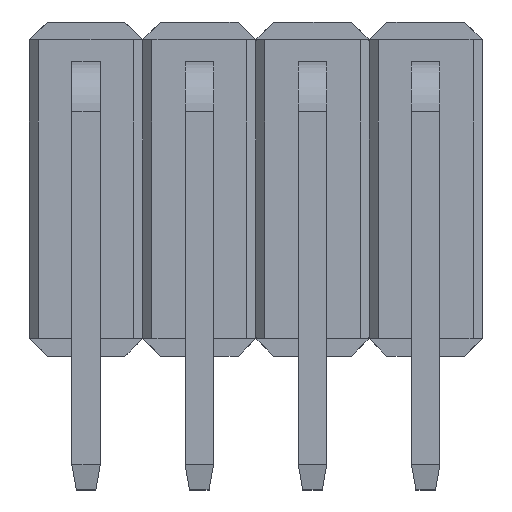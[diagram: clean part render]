
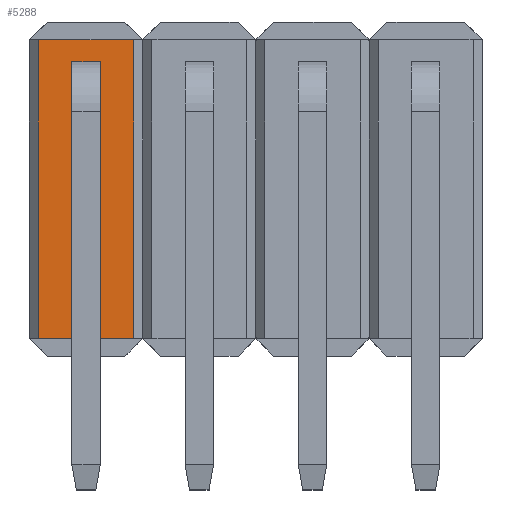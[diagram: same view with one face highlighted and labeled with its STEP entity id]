
A CAD part, front view. The second image highlights one B-rep face of the part: STEP entity #5288.
In plain terms, the highlighted planar face has unit normal (0, -1, 0).
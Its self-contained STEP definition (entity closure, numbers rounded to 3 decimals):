
#119 = CARTESIAN_POINT ( 'NONE',  ( -0.32, 0.54, -0.32 ) ) ;
#192 = EDGE_CURVE ( 'NONE', #6865, #4866, #8234, .T. ) ;
#219 = CARTESIAN_POINT ( 'NONE',  ( -1.07, 0.54, 3.35 ) ) ;
#256 = FACE_OUTER_BOUND ( 'NONE', #5815, .T. ) ;
#291 = CARTESIAN_POINT ( 'NONE',  ( -0.32, 0.54, 2.22 ) ) ;
#620 = VECTOR ( 'NONE', #10380, 1000. ) ;
#624 = LINE ( 'NONE', #219, #9453 ) ;
#728 = CARTESIAN_POINT ( 'NONE',  ( 0.32, 0.54, -2.86 ) ) ;
#980 = CARTESIAN_POINT ( 'NONE',  ( -1.07, 0.54, -3.35 ) ) ;
#1009 = EDGE_CURVE ( 'NONE', #2506, #6473, #7158, .T. ) ;
#1012 = DIRECTION ( 'NONE',  ( 0., 0., -1. ) ) ;
#1096 = CARTESIAN_POINT ( 'NONE',  ( 1.07, 0.54, -3.35 ) ) ;
#1320 = EDGE_CURVE ( 'NONE', #10711, #9920, #4850, .T. ) ;
#1339 = VERTEX_POINT ( 'NONE', #10137 ) ;
#1622 = CARTESIAN_POINT ( 'NONE',  ( 1.07, 0.54, 3.35 ) ) ;
#1648 = CARTESIAN_POINT ( 'NONE',  ( -0.32, 0.54, -0.32 ) ) ;
#2062 = CARTESIAN_POINT ( 'NONE',  ( 0.32, 0.54, 2.22 ) ) ;
#2177 = CARTESIAN_POINT ( 'NONE',  ( 0.32, 0.54, -0.32 ) ) ;
#2222 = EDGE_LOOP ( 'NONE', ( #3984, #4110, #4127, #4412 ) ) ;
#2226 = LINE ( 'NONE', #8280, #6510 ) ;
#2237 = VERTEX_POINT ( 'NONE', #4844 ) ;
#2244 = VERTEX_POINT ( 'NONE', #4272 ) ;
#2398 = VECTOR ( 'NONE', #7725, 1000. ) ;
#2427 = VERTEX_POINT ( 'NONE', #4399 ) ;
#2428 = CARTESIAN_POINT ( 'NONE',  ( -0.32, 0.54, 0.32 ) ) ;
#2506 = VERTEX_POINT ( 'NONE', #1648 ) ;
#2558 = VECTOR ( 'NONE', #10795, 1000. ) ;
#2567 = CARTESIAN_POINT ( 'NONE',  ( -0.32, 0.54, -2.86 ) ) ;
#2660 = EDGE_CURVE ( 'NONE', #2989, #2244, #9224, .T. ) ;
#2802 = EDGE_CURVE ( 'NONE', #7447, #1339, #4557, .T. ) ;
#2885 = LINE ( 'NONE', #119, #620 ) ;
#2962 = CARTESIAN_POINT ( 'NONE',  ( -1.27, 0.54, 3.35 ) ) ;
#2989 = VERTEX_POINT ( 'NONE', #728 ) ;
#3051 = CARTESIAN_POINT ( 'NONE',  ( -0.32, 0.54, 2.86 ) ) ;
#3278 = DIRECTION ( 'NONE',  ( 1., 0., 0. ) ) ;
#3585 = ORIENTED_EDGE ( 'NONE', *, *, #4170, .T. ) ;
#3601 = ORIENTED_EDGE ( 'NONE', *, *, #2660, .T. ) ;
#3798 = CARTESIAN_POINT ( 'NONE',  ( -1.27, 0.54, -3.35 ) ) ;
#3850 = ORIENTED_EDGE ( 'NONE', *, *, #8530, .T. ) ;
#3860 = ORIENTED_EDGE ( 'NONE', *, *, #7996, .T. ) ;
#3952 = LINE ( 'NONE', #2177, #8213 ) ;
#3984 = ORIENTED_EDGE ( 'NONE', *, *, #5095, .T. ) ;
#4092 = VECTOR ( 'NONE', #1012, 1000. ) ;
#4110 = ORIENTED_EDGE ( 'NONE', *, *, #1009, .T. ) ;
#4127 = ORIENTED_EDGE ( 'NONE', *, *, #9642, .T. ) ;
#4170 = EDGE_CURVE ( 'NONE', #7422, #2989, #6377, .T. ) ;
#4272 = CARTESIAN_POINT ( 'NONE',  ( -0.32, 0.54, -2.86 ) ) ;
#4338 = EDGE_CURVE ( 'NONE', #9920, #7447, #5044, .T. ) ;
#4399 = CARTESIAN_POINT ( 'NONE',  ( -1.07, 0.54, 3.35 ) ) ;
#4412 = ORIENTED_EDGE ( 'NONE', *, *, #4434, .T. ) ;
#4434 = EDGE_CURVE ( 'NONE', #11035, #2237, #3952, .T. ) ;
#4542 = ORIENTED_EDGE ( 'NONE', *, *, #7681, .T. ) ;
#4557 = LINE ( 'NONE', #291, #6541 ) ;
#4683 = ORIENTED_EDGE ( 'NONE', *, *, #1320, .T. ) ;
#4750 = DIRECTION ( 'NONE',  ( 0., 1., 0. ) ) ;
#4784 = VECTOR ( 'NONE', #7194, 1000. ) ;
#4805 = ORIENTED_EDGE ( 'NONE', *, *, #4338, .T. ) ;
#4816 = FACE_BOUND ( 'NONE', #4856, .T. ) ;
#4844 = CARTESIAN_POINT ( 'NONE',  ( 0.32, 0.54, -0.32 ) ) ;
#4850 = LINE ( 'NONE', #10822, #2558 ) ;
#4856 = EDGE_LOOP ( 'NONE', ( #4542, #4683, #4805, #4944 ) ) ;
#4866 = VERTEX_POINT ( 'NONE', #1096 ) ;
#4944 = ORIENTED_EDGE ( 'NONE', *, *, #2802, .T. ) ;
#5010 = DIRECTION ( 'NONE',  ( 0., 0., 1. ) ) ;
#5044 = LINE ( 'NONE', #2062, #4784 ) ;
#5065 = ORIENTED_EDGE ( 'NONE', *, *, #192, .F. ) ;
#5079 = DIRECTION ( 'NONE',  ( 1., 0., 0. ) ) ;
#5095 = EDGE_CURVE ( 'NONE', #2237, #2506, #2885, .T. ) ;
#5252 = EDGE_CURVE ( 'NONE', #6725, #4866, #9622, .T. ) ;
#5276 = CARTESIAN_POINT ( 'NONE',  ( 0.32, 0.54, -2.22 ) ) ;
#5288 = ADVANCED_FACE ( 'NONE', ( #9077, #7073, #4816, #256 ), #9811, .F. ) ;
#5335 = ORIENTED_EDGE ( 'NONE', *, *, #6386, .F. ) ;
#5347 = ORIENTED_EDGE ( 'NONE', *, *, #10541, .T. ) ;
#5354 = DIRECTION ( 'NONE',  ( 0., 0., -1. ) ) ;
#5393 = CARTESIAN_POINT ( 'NONE',  ( 0.32, 0.54, 2.86 ) ) ;
#5435 = VECTOR ( 'NONE', #7580, 1000. ) ;
#5469 = ORIENTED_EDGE ( 'NONE', *, *, #5252, .T. ) ;
#5470 = CARTESIAN_POINT ( 'NONE',  ( 1.07, 0.54, 3.35 ) ) ;
#5815 = EDGE_LOOP ( 'NONE', ( #5065, #5335, #5347, #5469 ) ) ;
#5994 = VECTOR ( 'NONE', #9219, 1000. ) ;
#6114 = LINE ( 'NONE', #2962, #10383 ) ;
#6201 = VECTOR ( 'NONE', #5010, 1000. ) ;
#6377 = LINE ( 'NONE', #5276, #4092 ) ;
#6382 = DIRECTION ( 'NONE',  ( 1., 0., 0. ) ) ;
#6386 = EDGE_CURVE ( 'NONE', #2427, #6865, #6114, .T. ) ;
#6400 = VECTOR ( 'NONE', #5079, 1000. ) ;
#6473 = VERTEX_POINT ( 'NONE', #9099 ) ;
#6510 = VECTOR ( 'NONE', #9155, 1000. ) ;
#6541 = VECTOR ( 'NONE', #8126, 1000. ) ;
#6725 = VERTEX_POINT ( 'NONE', #980 ) ;
#6865 = VERTEX_POINT ( 'NONE', #5470 ) ;
#7073 = FACE_BOUND ( 'NONE', #2222, .T. ) ;
#7158 = LINE ( 'NONE', #10085, #5435 ) ;
#7194 = DIRECTION ( 'NONE',  ( 0., 0., -1. ) ) ;
#7197 = VERTEX_POINT ( 'NONE', #8359 ) ;
#7270 = DIRECTION ( 'NONE',  ( 1., 0., 0. ) ) ;
#7330 = VECTOR ( 'NONE', #6382, 1000. ) ;
#7422 = VERTEX_POINT ( 'NONE', #7815 ) ;
#7447 = VERTEX_POINT ( 'NONE', #9551 ) ;
#7528 = CARTESIAN_POINT ( 'NONE',  ( -0.32, 0.54, 2.22 ) ) ;
#7580 = DIRECTION ( 'NONE',  ( 0., 0., 1. ) ) ;
#7681 = EDGE_CURVE ( 'NONE', #1339, #10711, #10992, .T. ) ;
#7709 = CARTESIAN_POINT ( 'NONE',  ( 0.32, 0.54, 0.32 ) ) ;
#7725 = DIRECTION ( 'NONE',  ( -1., 0., 0. ) ) ;
#7815 = CARTESIAN_POINT ( 'NONE',  ( 0.32, 0.54, -2.22 ) ) ;
#7996 = EDGE_CURVE ( 'NONE', #7197, #7422, #8393, .T. ) ;
#8126 = DIRECTION ( 'NONE',  ( -1., 0., 0. ) ) ;
#8139 = DIRECTION ( 'NONE',  ( 0., 0., -1. ) ) ;
#8213 = VECTOR ( 'NONE', #8139, 1000. ) ;
#8234 = LINE ( 'NONE', #1622, #5994 ) ;
#8280 = CARTESIAN_POINT ( 'NONE',  ( -0.32, 0.54, -2.22 ) ) ;
#8359 = CARTESIAN_POINT ( 'NONE',  ( -0.32, 0.54, -2.22 ) ) ;
#8393 = LINE ( 'NONE', #10174, #6400 ) ;
#8530 = EDGE_CURVE ( 'NONE', #2244, #7197, #2226, .T. ) ;
#8763 = VECTOR ( 'NONE', #3278, 1000. ) ;
#8996 = CARTESIAN_POINT ( 'NONE',  ( -1.27, 0.54, 3.35 ) ) ;
#9077 = FACE_BOUND ( 'NONE', #9440, .T. ) ;
#9099 = CARTESIAN_POINT ( 'NONE',  ( -0.32, 0.54, 0.32 ) ) ;
#9155 = DIRECTION ( 'NONE',  ( 0., 0., 1. ) ) ;
#9219 = DIRECTION ( 'NONE',  ( 0., 0., -1. ) ) ;
#9224 = LINE ( 'NONE', #2567, #2398 ) ;
#9440 = EDGE_LOOP ( 'NONE', ( #3585, #3601, #3850, #3860 ) ) ;
#9453 = VECTOR ( 'NONE', #5354, 1000. ) ;
#9551 = CARTESIAN_POINT ( 'NONE',  ( 0.32, 0.54, 2.22 ) ) ;
#9622 = LINE ( 'NONE', #3798, #7330 ) ;
#9642 = EDGE_CURVE ( 'NONE', #6473, #11035, #11006, .T. ) ;
#9690 = AXIS2_PLACEMENT_3D ( 'NONE', #8996, #4750, #10695 ) ;
#9811 = PLANE ( 'NONE',  #9690 ) ;
#9920 = VERTEX_POINT ( 'NONE', #5393 ) ;
#10085 = CARTESIAN_POINT ( 'NONE',  ( -0.32, 0.54, -0.32 ) ) ;
#10137 = CARTESIAN_POINT ( 'NONE',  ( -0.32, 0.54, 2.22 ) ) ;
#10174 = CARTESIAN_POINT ( 'NONE',  ( -0.32, 0.54, -2.22 ) ) ;
#10380 = DIRECTION ( 'NONE',  ( -1., 0., 0. ) ) ;
#10383 = VECTOR ( 'NONE', #7270, 1000. ) ;
#10541 = EDGE_CURVE ( 'NONE', #2427, #6725, #624, .T. ) ;
#10695 = DIRECTION ( 'NONE',  ( 0., 0., 1. ) ) ;
#10711 = VERTEX_POINT ( 'NONE', #3051 ) ;
#10795 = DIRECTION ( 'NONE',  ( 1., 0., 0. ) ) ;
#10822 = CARTESIAN_POINT ( 'NONE',  ( -0.32, 0.54, 2.86 ) ) ;
#10992 = LINE ( 'NONE', #7528, #6201 ) ;
#11006 = LINE ( 'NONE', #2428, #8763 ) ;
#11035 = VERTEX_POINT ( 'NONE', #7709 ) ;
